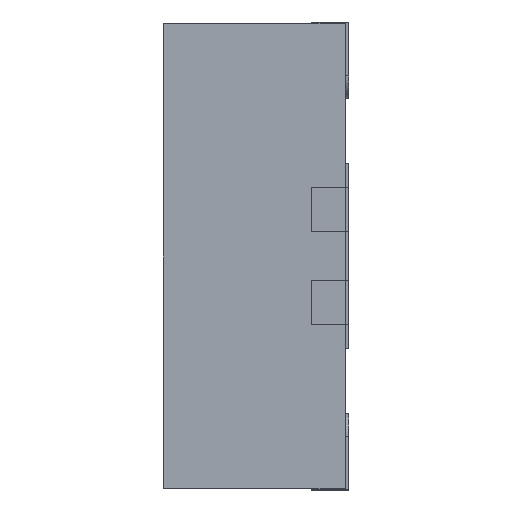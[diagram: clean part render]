
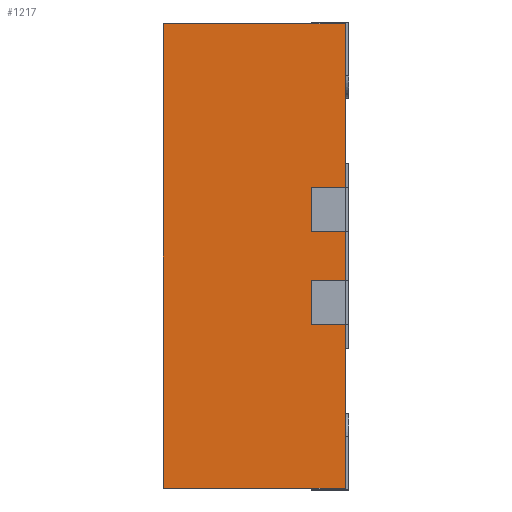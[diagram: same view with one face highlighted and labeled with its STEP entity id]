
A CAD part, left-side view. The second image highlights one B-rep face of the part: STEP entity #1217.
In plain terms, the highlighted planar face has unit normal (-1, 0, 0).
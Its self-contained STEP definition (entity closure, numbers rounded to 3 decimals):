
#26 = CARTESIAN_POINT ( 'NONE',  ( -2.25, 0.02, 1.25 ) ) ;
#34 = DIRECTION ( 'NONE',  ( 0., 0., 1. ) ) ;
#39 = DIRECTION ( 'NONE',  ( 0., 0., 1. ) ) ;
#117 = PLANE ( 'NONE',  #170 ) ;
#128 = CARTESIAN_POINT ( 'NONE',  ( -2.25, 0.02, 1.25 ) ) ;
#157 = ORIENTED_EDGE ( 'NONE', *, *, #380, .T. ) ;
#170 = AXIS2_PLACEMENT_3D ( 'NONE', #1282, #318, #515 ) ;
#203 = LINE ( 'NONE', #620, #729 ) ;
#246 = ORIENTED_EDGE ( 'NONE', *, *, #392, .F. ) ;
#286 = VERTEX_POINT ( 'NONE', #893 ) ;
#305 = FACE_OUTER_BOUND ( 'NONE', #310, .T. ) ;
#310 = EDGE_LOOP ( 'NONE', ( #805, #246, #1121, #157 ) ) ;
#318 = DIRECTION ( 'NONE',  ( 1., 0., 0. ) ) ;
#380 = EDGE_CURVE ( 'NONE', #603, #286, #1257, .T. ) ;
#392 = EDGE_CURVE ( 'NONE', #1220, #463, #203, .T. ) ;
#404 = EDGE_CURVE ( 'NONE', #286, #463, #1194, .T. ) ;
#456 = VECTOR ( 'NONE', #39, 1000. ) ;
#463 = VERTEX_POINT ( 'NONE', #26 ) ;
#515 = DIRECTION ( 'NONE',  ( 0., 0., -1. ) ) ;
#522 = CARTESIAN_POINT ( 'NONE',  ( -2.25, 1., 1.25 ) ) ;
#560 = EDGE_CURVE ( 'NONE', #603, #1220, #1116, .T. ) ;
#601 = DIRECTION ( 'NONE',  ( 0., -1., 0. ) ) ;
#603 = VERTEX_POINT ( 'NONE', #783 ) ;
#620 = CARTESIAN_POINT ( 'NONE',  ( -2.25, 1., 1.25 ) ) ;
#704 = DIRECTION ( 'NONE',  ( 0., -1., 0. ) ) ;
#729 = VECTOR ( 'NONE', #601, 1000. ) ;
#783 = CARTESIAN_POINT ( 'NONE',  ( -2.25, 1., -1.25 ) ) ;
#805 = ORIENTED_EDGE ( 'NONE', *, *, #404, .T. ) ;
#893 = CARTESIAN_POINT ( 'NONE',  ( -2.25, 0.02, -1.25 ) ) ;
#899 = CARTESIAN_POINT ( 'NONE',  ( -2.25, 1., 1.25 ) ) ;
#1116 = LINE ( 'NONE', #899, #1279 ) ;
#1121 = ORIENTED_EDGE ( 'NONE', *, *, #560, .F. ) ;
#1154 = CARTESIAN_POINT ( 'NONE',  ( -2.25, 1., -1.25 ) ) ;
#1194 = LINE ( 'NONE', #128, #456 ) ;
#1217 = ADVANCED_FACE ( 'NONE', ( #305 ), #117, .F. ) ;
#1220 = VERTEX_POINT ( 'NONE', #522 ) ;
#1257 = LINE ( 'NONE', #1154, #1336 ) ;
#1279 = VECTOR ( 'NONE', #34, 1000. ) ;
#1282 = CARTESIAN_POINT ( 'NONE',  ( -2.25, 1., 1.25 ) ) ;
#1336 = VECTOR ( 'NONE', #704, 1000. ) ;
